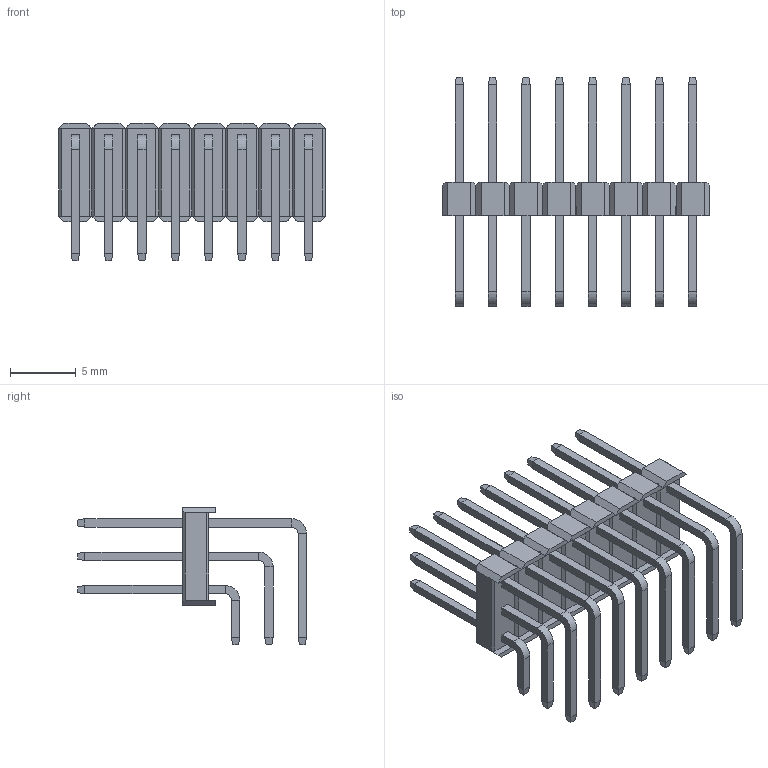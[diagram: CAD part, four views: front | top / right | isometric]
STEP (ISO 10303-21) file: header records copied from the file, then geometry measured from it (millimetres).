
FILE_DESCRIPTION (( 'STEP AP214' ), '1' );
FILE_NAME ('3x8 Male Pin Header Angle.STEP', '2018-11-17T18:47:12', ( 'M.B.I.' ), ( '' ), 'SwSTEP 2.0', '', '' );
FILE_SCHEMA (( 'AUTOMOTIVE_DESIGN' ));
Length unit declared in the file: millimetre
Products named in the file (1): 3x8 Male Pin Header Angle
Bounding box: 20.32 x 17.44 x 10.5 mm (x, y, z)
Volume: 486.3 mm3; surface area: 1870 mm2
Topology: 25 solids, 25 shells, 792 faces, 1822 edges, 1080 vertices
Faces by surface type: plane 744, cylinder 48
Entity records: 21796 total; most frequent: CARTESIAN_POINT 3695, ORIENTED_EDGE 3644, DIRECTION 3504, EDGE_CURVE 1822, VECTOR 1726, LINE 1726, VERTEX_POINT 1080, AXIS2_PLACEMENT_3D 889
